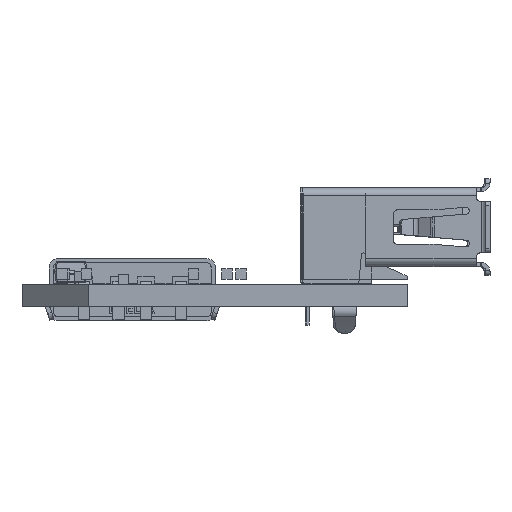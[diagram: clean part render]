
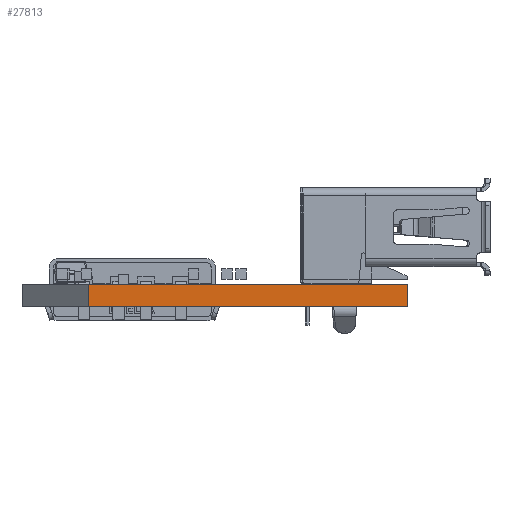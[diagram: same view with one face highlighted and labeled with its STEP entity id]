
A CAD part, left-side view. The second image highlights one B-rep face of the part: STEP entity #27813.
In plain terms, the highlighted planar face has unit normal (-1, 0.024, 0).
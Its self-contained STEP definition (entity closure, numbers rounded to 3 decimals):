
#1942=FACE_OUTER_BOUND('',#3413,.T.);
#3413=EDGE_LOOP('',(#17471,#17472,#17473,#17474));
#5050=LINE('',#38389,#7925);
#5052=LINE('',#38393,#7927);
#5053=LINE('',#38395,#7928);
#5054=LINE('',#38396,#7929);
#7925=VECTOR('',#31422,1.);
#7927=VECTOR('',#31426,1.);
#7928=VECTOR('',#31427,1.);
#7929=VECTOR('',#31428,1.);
#10797=VERTEX_POINT('',#38386);
#10798=VERTEX_POINT('',#38388);
#10799=VERTEX_POINT('',#38392);
#10800=VERTEX_POINT('',#38394);
#13441=EDGE_CURVE('',#10798,#10797,#5050,.T.);
#13443=EDGE_CURVE('',#10797,#10799,#5052,.T.);
#13444=EDGE_CURVE('',#10800,#10799,#5053,.T.);
#13445=EDGE_CURVE('',#10798,#10800,#5054,.T.);
#17471=ORIENTED_EDGE('',*,*,#13441,.T.);
#17472=ORIENTED_EDGE('',*,*,#13443,.T.);
#17473=ORIENTED_EDGE('',*,*,#13444,.F.);
#17474=ORIENTED_EDGE('',*,*,#13445,.F.);
#25509=PLANE('',#29361);
#27813=ADVANCED_FACE('',(#1942),#25509,.T.);
#29361=AXIS2_PLACEMENT_3D('',#38391,#31424,#31425);
#31422=DIRECTION('',(0.,0.,1.));
#31424=DIRECTION('center_axis',(-1.,0.024,0.));
#31425=DIRECTION('ref_axis',(0.024,1.,0.));
#31426=DIRECTION('',(0.024,1.,0.));
#31427=DIRECTION('',(0.,0.,1.));
#31428=DIRECTION('',(0.024,1.,0.));
#38386=CARTESIAN_POINT('',(0.751,-28.299,1.6));
#38388=CARTESIAN_POINT('',(0.751,-28.299,0.));
#38389=CARTESIAN_POINT('',(0.751,-28.299,0.));
#38391=CARTESIAN_POINT('Origin',(0.751,-28.299,0.));
#38392=CARTESIAN_POINT('',(1.297,-5.198,1.6));
#38393=CARTESIAN_POINT('',(0.751,-28.299,1.6));
#38394=CARTESIAN_POINT('',(1.297,-5.198,0.));
#38395=CARTESIAN_POINT('',(1.297,-5.198,0.));
#38396=CARTESIAN_POINT('',(0.751,-28.299,0.));
